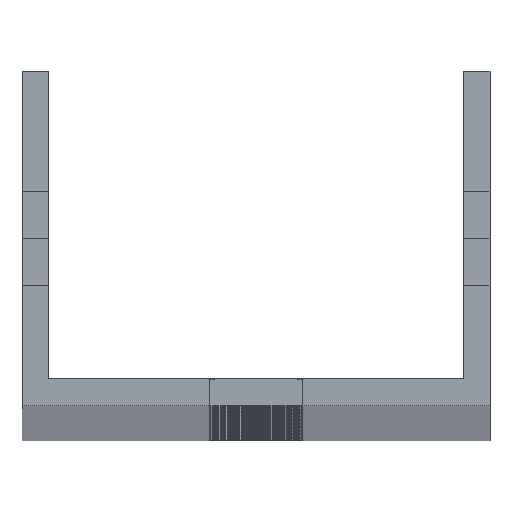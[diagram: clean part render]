
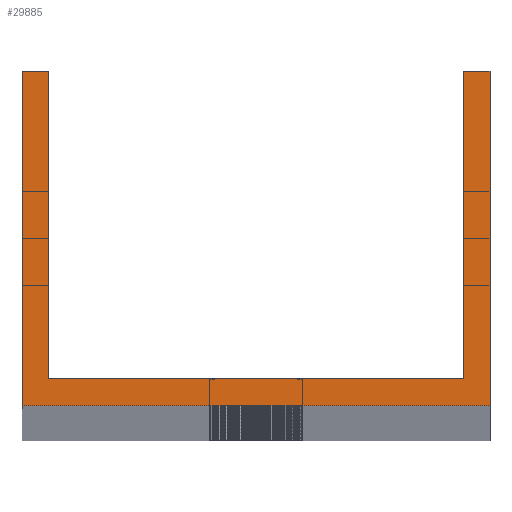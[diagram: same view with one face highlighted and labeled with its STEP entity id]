
A CAD part, top view. The second image highlights one B-rep face of the part: STEP entity #29885.
In plain terms, the highlighted planar face has unit normal (0, 0, 1).
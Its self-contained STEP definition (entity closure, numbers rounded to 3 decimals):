
#302 = ORIENTED_EDGE ( 'NONE', *, *, #6855, .F. ) ;
#1252 = LINE ( 'NONE', #17707, #12017 ) ;
#1637 = LINE ( 'NONE', #7821, #30532 ) ;
#2331 = ORIENTED_EDGE ( 'NONE', *, *, #13742, .T. ) ;
#2396 = CARTESIAN_POINT ( 'NONE',  ( 31., 50., 3000. ) ) ;
#2547 = ORIENTED_EDGE ( 'NONE', *, *, #20147, .T. ) ;
#2966 = FACE_OUTER_BOUND ( 'NONE', #6911, .T. ) ;
#2997 = CARTESIAN_POINT ( 'NONE',  ( -31., 50., 3000. ) ) ;
#3353 = DIRECTION ( 'NONE',  ( 0., -1., 0. ) ) ;
#3536 = PLANE ( 'NONE',  #3799 ) ;
#3667 = CARTESIAN_POINT ( 'NONE',  ( 31., 4., 3000. ) ) ;
#3799 = AXIS2_PLACEMENT_3D ( 'NONE', #25265, #23099, #28074 ) ;
#3848 = ORIENTED_EDGE ( 'NONE', *, *, #19540, .F. ) ;
#4514 = VERTEX_POINT ( 'NONE', #12213 ) ;
#4680 = VECTOR ( 'NONE', #14732, 1000. ) ;
#5048 = LINE ( 'NONE', #29479, #4680 ) ;
#5386 = CARTESIAN_POINT ( 'NONE',  ( 35., 0., 3000. ) ) ;
#5889 = CARTESIAN_POINT ( 'NONE',  ( -35., 0., 3000. ) ) ;
#6855 = EDGE_CURVE ( 'NONE', #27291, #22509, #5048, .T. ) ;
#6911 = EDGE_LOOP ( 'NONE', ( #2331, #2547, #9057, #12101, #302, #3848, #27379, #16881 ) ) ;
#7096 = DIRECTION ( 'NONE',  ( 1., 0., 0. ) ) ;
#7821 = CARTESIAN_POINT ( 'NONE',  ( 31., 50., 3000. ) ) ;
#7845 = VERTEX_POINT ( 'NONE', #26381 ) ;
#9057 = ORIENTED_EDGE ( 'NONE', *, *, #24728, .F. ) ;
#9788 = CARTESIAN_POINT ( 'NONE',  ( -35., 50., 3000. ) ) ;
#10109 = LINE ( 'NONE', #19310, #11243 ) ;
#11243 = VECTOR ( 'NONE', #7096, 1000. ) ;
#12017 = VECTOR ( 'NONE', #20501, 1000. ) ;
#12101 = ORIENTED_EDGE ( 'NONE', *, *, #13828, .F. ) ;
#12213 = CARTESIAN_POINT ( 'NONE',  ( -35., 50., 3000. ) ) ;
#13441 = DIRECTION ( 'NONE',  ( 0., 1., 0. ) ) ;
#13742 = EDGE_CURVE ( 'NONE', #27101, #24107, #10109, .T. ) ;
#13828 = EDGE_CURVE ( 'NONE', #22509, #17683, #1252, .T. ) ;
#14732 = DIRECTION ( 'NONE',  ( 1., 0., 0. ) ) ;
#14989 = LINE ( 'NONE', #18143, #19954 ) ;
#16632 = DIRECTION ( 'NONE',  ( 1., 0., 0. ) ) ;
#16881 = ORIENTED_EDGE ( 'NONE', *, *, #21323, .T. ) ;
#16942 = LINE ( 'NONE', #30383, #22715 ) ;
#17683 = VERTEX_POINT ( 'NONE', #2396 ) ;
#17707 = CARTESIAN_POINT ( 'NONE',  ( 31., 0., 3000. ) ) ;
#18143 = CARTESIAN_POINT ( 'NONE',  ( 35., 0., 3000. ) ) ;
#18334 = CARTESIAN_POINT ( 'NONE',  ( -31., 4., 3000. ) ) ;
#18600 = EDGE_CURVE ( 'NONE', #4514, #19979, #21589, .T. ) ;
#18738 = VECTOR ( 'NONE', #22762, 1000. ) ;
#19310 = CARTESIAN_POINT ( 'NONE',  ( -35., 0., 3000. ) ) ;
#19540 = EDGE_CURVE ( 'NONE', #19979, #27291, #16942, .T. ) ;
#19954 = VECTOR ( 'NONE', #13441, 1000. ) ;
#19979 = VERTEX_POINT ( 'NONE', #2997 ) ;
#20147 = EDGE_CURVE ( 'NONE', #24107, #7845, #14989, .T. ) ;
#20501 = DIRECTION ( 'NONE',  ( 0., 1., 0. ) ) ;
#21323 = EDGE_CURVE ( 'NONE', #4514, #27101, #28001, .T. ) ;
#21589 = LINE ( 'NONE', #9788, #24286 ) ;
#22509 = VERTEX_POINT ( 'NONE', #3667 ) ;
#22715 = VECTOR ( 'NONE', #3353, 1000. ) ;
#22762 = DIRECTION ( 'NONE',  ( 0., -1., 0. ) ) ;
#22975 = CARTESIAN_POINT ( 'NONE',  ( -35., 50., 3000. ) ) ;
#23099 = DIRECTION ( 'NONE',  ( 0., 0., 1. ) ) ;
#24107 = VERTEX_POINT ( 'NONE', #5386 ) ;
#24286 = VECTOR ( 'NONE', #16632, 1000. ) ;
#24728 = EDGE_CURVE ( 'NONE', #17683, #7845, #1637, .T. ) ;
#25000 = DIRECTION ( 'NONE',  ( 1., 0., 0. ) ) ;
#25265 = CARTESIAN_POINT ( 'NONE',  ( 31., 8., 3000. ) ) ;
#26381 = CARTESIAN_POINT ( 'NONE',  ( 35., 50., 3000. ) ) ;
#27101 = VERTEX_POINT ( 'NONE', #5889 ) ;
#27291 = VERTEX_POINT ( 'NONE', #18334 ) ;
#27379 = ORIENTED_EDGE ( 'NONE', *, *, #18600, .F. ) ;
#28001 = LINE ( 'NONE', #22975, #18738 ) ;
#28074 = DIRECTION ( 'NONE',  ( 1., 0., 0. ) ) ;
#29479 = CARTESIAN_POINT ( 'NONE',  ( -35., 4., 3000. ) ) ;
#29885 = ADVANCED_FACE ( 'NONE', ( #2966 ), #3536, .T. ) ;
#30383 = CARTESIAN_POINT ( 'NONE',  ( -31., 50., 3000. ) ) ;
#30532 = VECTOR ( 'NONE', #25000, 1000. ) ;
